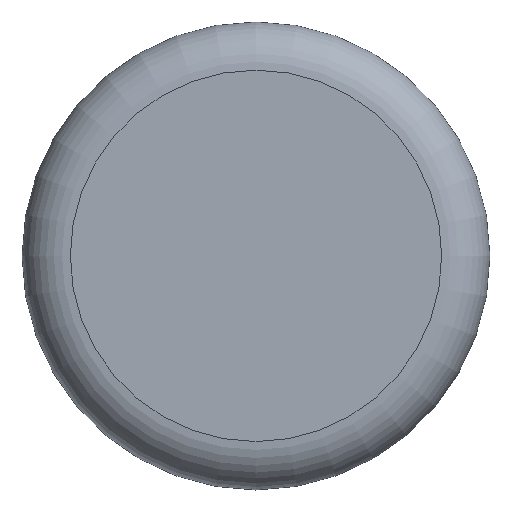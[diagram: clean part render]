
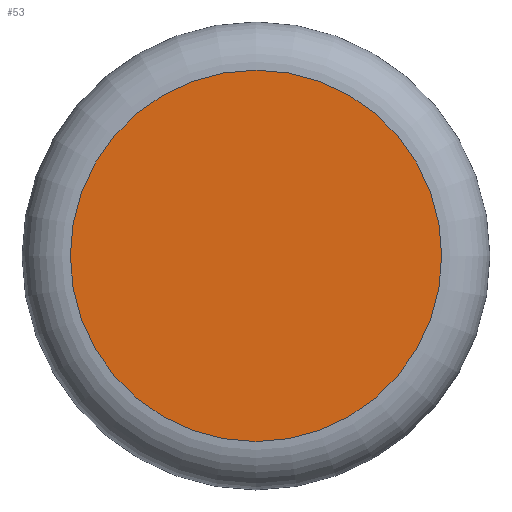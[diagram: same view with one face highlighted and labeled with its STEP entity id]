
A CAD part, top view. The second image highlights one B-rep face of the part: STEP entity #53.
In plain terms, the highlighted planar face has unit normal (0, 0, 1).
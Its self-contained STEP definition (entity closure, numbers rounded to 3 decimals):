
#15=PLANE('',#75);
#22=FACE_OUTER_BOUND('',#26,.T.);
#26=EDGE_LOOP('',(#48));
#28=CIRCLE('',#70,3.175);
#32=VERTEX_POINT('',#98);
#35=EDGE_CURVE('',#32,#32,#28,.T.);
#48=ORIENTED_EDGE('',*,*,#35,.F.);
#53=ADVANCED_FACE('',(#22),#15,.T.);
#70=AXIS2_PLACEMENT_3D('',#99,#81,#82);
#75=AXIS2_PLACEMENT_3D('',#107,#92,#93);
#81=DIRECTION('center_axis',(0.,0.,-1.));
#82=DIRECTION('ref_axis',(1.,0.,0.));
#92=DIRECTION('center_axis',(0.,0.,1.));
#93=DIRECTION('ref_axis',(1.,0.,0.));
#98=CARTESIAN_POINT('',(-3.175,0.,2.));
#99=CARTESIAN_POINT('Origin',(0.,0.,2.));
#107=CARTESIAN_POINT('Origin',(0.,0.,2.));
